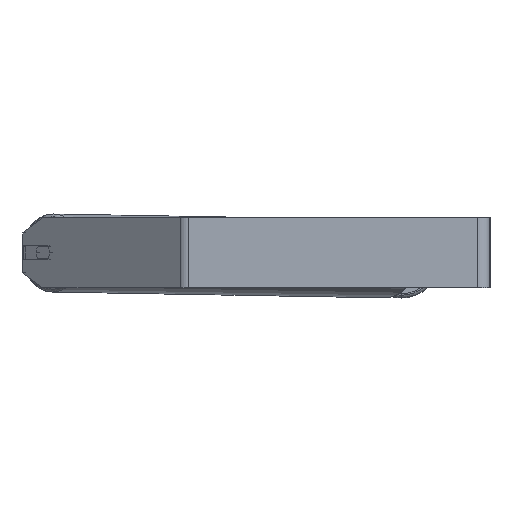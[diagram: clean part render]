
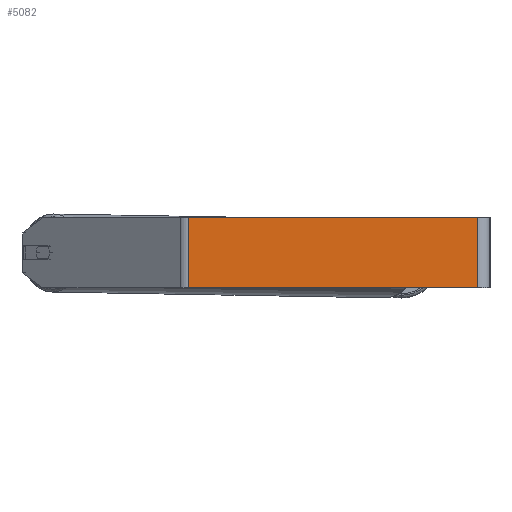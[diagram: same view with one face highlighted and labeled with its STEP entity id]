
A CAD part, left-side view. The second image highlights one B-rep face of the part: STEP entity #5082.
In plain terms, the highlighted planar face has unit normal (-1, 0, 0).
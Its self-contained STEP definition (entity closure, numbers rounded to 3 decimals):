
#14 = DIRECTION ( 'NONE',  ( 0., -1., 0. ) ) ;
#335 = CARTESIAN_POINT ( 'NONE',  ( -945., 343.589, 40. ) ) ;
#346 = VECTOR ( 'NONE', #2531, 1000. ) ;
#590 = VECTOR ( 'NONE', #3658, 1000. ) ;
#616 = FACE_OUTER_BOUND ( 'NONE', #4305, .T. ) ;
#892 = AXIS2_PLACEMENT_3D ( 'NONE', #2645, #7323, #5247 ) ;
#1119 = LINE ( 'NONE', #3732, #346 ) ;
#1169 = ORIENTED_EDGE ( 'NONE', *, *, #3145, .F. ) ;
#1237 = VERTEX_POINT ( 'NONE', #1980 ) ;
#1278 = VECTOR ( 'NONE', #6282, 1000. ) ;
#1325 = PLANE ( 'NONE',  #892 ) ;
#1575 = EDGE_CURVE ( 'NONE', #4063, #5290, #7981, .T. ) ;
#1930 = CARTESIAN_POINT ( 'NONE',  ( -945., 348.685, -40. ) ) ;
#1980 = CARTESIAN_POINT ( 'NONE',  ( -945., 343.589, 40. ) ) ;
#2386 = ORIENTED_EDGE ( 'NONE', *, *, #1575, .T. ) ;
#2494 = VECTOR ( 'NONE', #14, 1000. ) ;
#2531 = DIRECTION ( 'NONE',  ( 0., 0., -1. ) ) ;
#2645 = CARTESIAN_POINT ( 'NONE',  ( -945., 348.685, 40. ) ) ;
#2953 = LINE ( 'NONE', #335, #590 ) ;
#3145 = EDGE_CURVE ( 'NONE', #1237, #5752, #4747, .T. ) ;
#3658 = DIRECTION ( 'NONE',  ( 0., 0., -1. ) ) ;
#3732 = CARTESIAN_POINT ( 'NONE',  ( -945., 14., 40. ) ) ;
#4063 = VERTEX_POINT ( 'NONE', #7462 ) ;
#4116 = EDGE_CURVE ( 'NONE', #1237, #4063, #2953, .T. ) ;
#4305 = EDGE_LOOP ( 'NONE', ( #2386, #8578, #1169, #5444 ) ) ;
#4693 = CARTESIAN_POINT ( 'NONE',  ( -945., 14., 40. ) ) ;
#4747 = LINE ( 'NONE', #4923, #1278 ) ;
#4923 = CARTESIAN_POINT ( 'NONE',  ( -945., 348.685, 40. ) ) ;
#4944 = CARTESIAN_POINT ( 'NONE',  ( -945., 14., -40. ) ) ;
#5082 = ADVANCED_FACE ( 'NONE', ( #616 ), #1325, .F. ) ;
#5247 = DIRECTION ( 'NONE',  ( 0., 0., -1. ) ) ;
#5290 = VERTEX_POINT ( 'NONE', #4944 ) ;
#5444 = ORIENTED_EDGE ( 'NONE', *, *, #4116, .T. ) ;
#5752 = VERTEX_POINT ( 'NONE', #4693 ) ;
#6282 = DIRECTION ( 'NONE',  ( 0., -1., 0. ) ) ;
#7323 = DIRECTION ( 'NONE',  ( 1., 0., 0. ) ) ;
#7462 = CARTESIAN_POINT ( 'NONE',  ( -945., 343.589, -40. ) ) ;
#7981 = LINE ( 'NONE', #1930, #2494 ) ;
#8479 = EDGE_CURVE ( 'NONE', #5752, #5290, #1119, .T. ) ;
#8578 = ORIENTED_EDGE ( 'NONE', *, *, #8479, .F. ) ;
